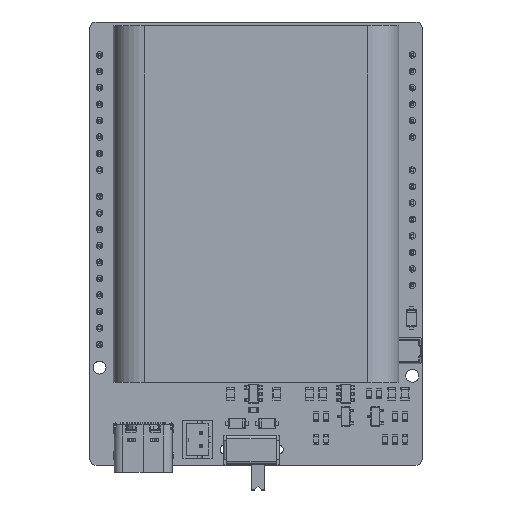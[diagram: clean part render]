
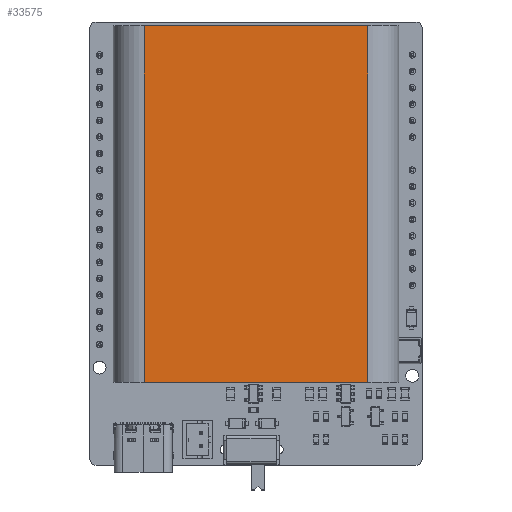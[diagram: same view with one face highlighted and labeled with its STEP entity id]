
A CAD part, top view. The second image highlights one B-rep face of the part: STEP entity #33575.
In plain terms, the highlighted face is planar.
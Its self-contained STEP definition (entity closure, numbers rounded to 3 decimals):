
#116 = VERTEX_POINT ( 'NONE', #9934 ) ;
#2232 = EDGE_CURVE ( 'NONE', #54657, #77674, #26293, .T. ) ;
#2751 = ORIENTED_EDGE ( 'NONE', *, *, #64852, .F. ) ;
#9934 = CARTESIAN_POINT ( 'NONE',  ( 34.5, 4.75, -55. ) ) ;
#9960 = ORIENTED_EDGE ( 'NONE', *, *, #74671, .T. ) ;
#19250 = PLANE ( 'NONE',  #37442 ) ;
#19752 = CARTESIAN_POINT ( 'NONE',  ( 0., 4.75, 0. ) ) ;
#23841 = DIRECTION ( 'NONE',  ( 0., 0., 1. ) ) ;
#23972 = CARTESIAN_POINT ( 'NONE',  ( 0., 4.75, 0. ) ) ;
#25045 = CARTESIAN_POINT ( 'NONE',  ( 0., 4.75, -55. ) ) ;
#25494 = CARTESIAN_POINT ( 'NONE',  ( 0., 4.75, -55. ) ) ;
#26293 = LINE ( 'NONE', #25494, #56778 ) ;
#28285 = VECTOR ( 'NONE', #31741, 1000. ) ;
#30030 = LINE ( 'NONE', #68594, #43312 ) ;
#31741 = DIRECTION ( 'NONE',  ( -1., 0., 0. ) ) ;
#33575 = ADVANCED_FACE ( 'NONE', ( #55848 ), #19250, .T. ) ;
#37442 = AXIS2_PLACEMENT_3D ( 'NONE', #25045, #74312, #56675 ) ;
#38988 = DIRECTION ( 'NONE',  ( -1., 0., 0. ) ) ;
#43312 = VECTOR ( 'NONE', #23841, 1000. ) ;
#47203 = LINE ( 'NONE', #64810, #53156 ) ;
#53156 = VECTOR ( 'NONE', #38988, 1000. ) ;
#54657 = VERTEX_POINT ( 'NONE', #70877 ) ;
#55848 = FACE_OUTER_BOUND ( 'NONE', #64107, .T. ) ;
#56675 = DIRECTION ( 'NONE',  ( 0., 0., 1. ) ) ;
#56778 = VECTOR ( 'NONE', #63652, 1000. ) ;
#57022 = EDGE_CURVE ( 'NONE', #116, #60105, #30030, .T. ) ;
#60105 = VERTEX_POINT ( 'NONE', #77743 ) ;
#62917 = LINE ( 'NONE', #19752, #28285 ) ;
#63652 = DIRECTION ( 'NONE',  ( 0., 0., 1. ) ) ;
#64107 = EDGE_LOOP ( 'NONE', ( #2751, #65900, #9960, #67361 ) ) ;
#64810 = CARTESIAN_POINT ( 'NONE',  ( 0., 4.75, -55. ) ) ;
#64852 = EDGE_CURVE ( 'NONE', #60105, #77674, #62917, .T. ) ;
#65900 = ORIENTED_EDGE ( 'NONE', *, *, #57022, .F. ) ;
#67361 = ORIENTED_EDGE ( 'NONE', *, *, #2232, .T. ) ;
#68594 = CARTESIAN_POINT ( 'NONE',  ( 34.5, 4.75, -55. ) ) ;
#70877 = CARTESIAN_POINT ( 'NONE',  ( 0., 4.75, -55. ) ) ;
#74312 = DIRECTION ( 'NONE',  ( 0., 1., 0. ) ) ;
#74671 = EDGE_CURVE ( 'NONE', #116, #54657, #47203, .T. ) ;
#77674 = VERTEX_POINT ( 'NONE', #23972 ) ;
#77743 = CARTESIAN_POINT ( 'NONE',  ( 34.5, 4.75, 0. ) ) ;
